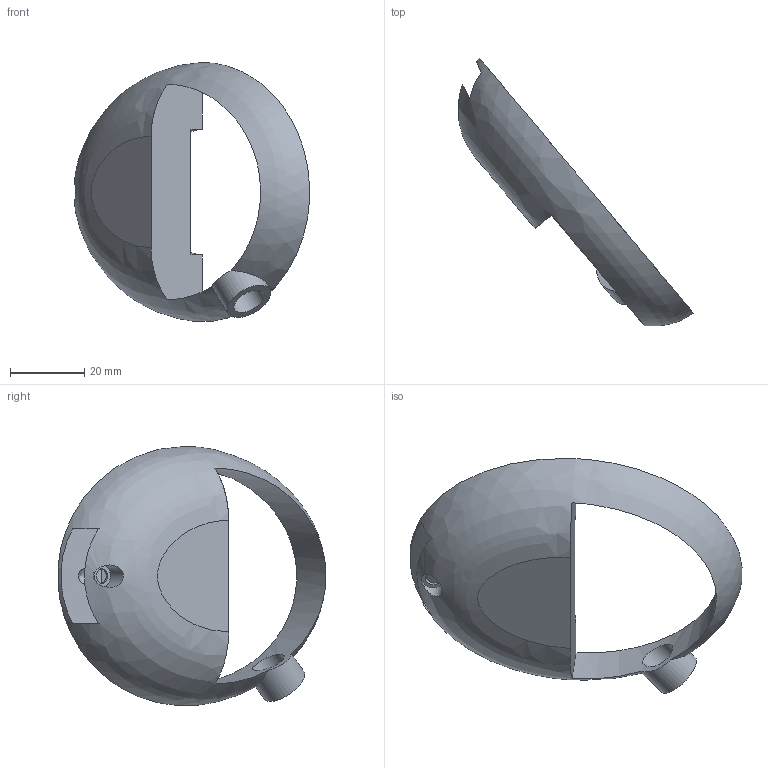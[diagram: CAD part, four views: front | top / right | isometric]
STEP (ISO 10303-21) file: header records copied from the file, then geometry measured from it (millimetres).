
FILE_DESCRIPTION(/* description */ ('STEP AP242','CAx-IF Rec.Pracs.---Representation and Presentation of Product Manufacturing Information (PMI)---4.0---2014-10-13','CAx-IF Rec.Pracs.---3D Tessellated Geometry---0.4---2014-09-14','2;1'),/* implementation_level */ '2;1');
FILE_NAME(/* name */ 'Part Studio 1 - L_Headbar_Slot',/* time_stamp */ '2025-10-16T16:02:30Z',/* author */ (''),/* organization */ (''),/* preprocessor_version */ 'ST-DEVELOPER v20',/* originating_system */ 'ONSHAPE BY PTC INC, 1.205',/* authorisation */ ' ');
FILE_SCHEMA (('AP242_MANAGED_MODEL_BASED_3D_ENGINEERING_MIM_LF { 1 0 10303 442 1 1 4 }'));
Length unit declared in the file: metre
Products named in the file (1): L_Headbar_Slot
Bounding box: 63.21 x 72.1 x 69.73 mm (x, y, z)
Surface area: 12128.4 mm2 (no closed solid volume)
Topology: 0 solids, 1 shells, 24 faces, 65 edges, 43 vertices
Faces by surface type: cylinder 10, plane 9, cone 3, bspline 2
Full cylindrical faces by diameter (mm): 4 x4, 6 x1, 9 x1, 13 x1
Entity records: 1081 total; most frequent: CARTESIAN_POINT 561, DIRECTION 92, ORIENTED_EDGE 88, FACE_BOUND 45, EDGE_CURVE 44, EDGE_LOOP 42, AXIS2_PLACEMENT_3D 40, VERTEX_POINT 37
